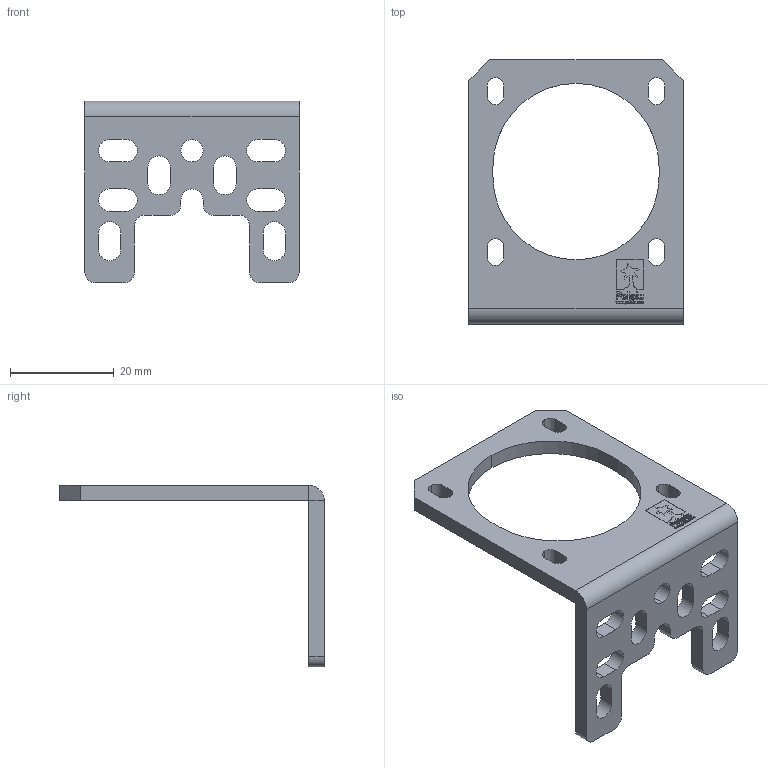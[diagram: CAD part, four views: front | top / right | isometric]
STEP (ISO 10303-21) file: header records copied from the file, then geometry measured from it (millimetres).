
FILE_DESCRIPTION (( 'STEP AP214' ), '1' );
FILE_NAME ('pololu-stamped-aluminum-l-bracket-for-nema-17-stepper-motors.step', '2016-03-21T19:08:48', ( '' ), ( '' ), 'SwSTEP 2.0', 'SolidWorks 2015', '' );
FILE_SCHEMA (( 'AUTOMOTIVE_DESIGN' ));
Length unit declared in the file: millimetre
Products named in the file (1): pololu-stamped-aluminum-l-bracket-for-nema-17-stepper-motors
Bounding box: 41.3 x 51 x 35 mm (x, y, z)
Volume: 5720.8 mm3; surface area: 5629 mm2
Topology: 1 solids, 1 shells, 342 faces, 930 edges, 618 vertices
Faces by surface type: plane 196, bspline 98, cylinder 48
Entity records: 13932 total; most frequent: CARTESIAN_POINT 5777, ORIENTED_EDGE 1860, DIRECTION 1320, EDGE_CURVE 930, VECTOR 638, LINE 638, VERTEX_POINT 618, EDGE_LOOP 398
